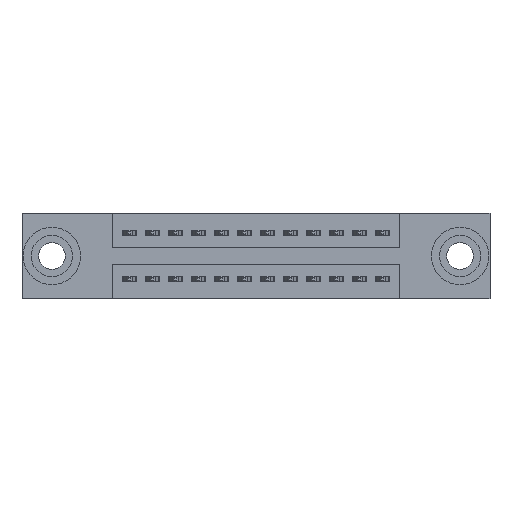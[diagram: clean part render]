
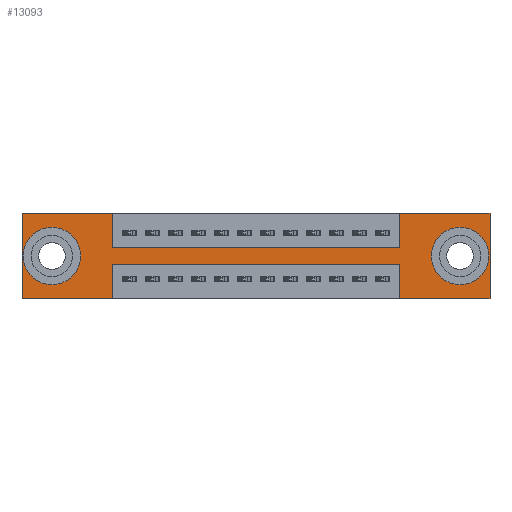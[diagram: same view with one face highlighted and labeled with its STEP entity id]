
A CAD part, front view. The second image highlights one B-rep face of the part: STEP entity #13093.
In plain terms, the highlighted planar face has unit normal (0, -1, 0).
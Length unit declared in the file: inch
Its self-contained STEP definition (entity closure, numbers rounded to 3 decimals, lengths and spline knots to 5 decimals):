
#144 = VECTOR ( 'NONE', #10813, 39.37008 ) ;
#230 = CIRCLE ( 'NONE', #11834, 0.078 ) ;
#681 = EDGE_CURVE ( 'NONE', #12680, #13795, #2784, .T. ) ;
#748 = LINE ( 'NONE', #2491, #3288 ) ;
#763 = CARTESIAN_POINT ( 'NONE',  ( 1.6425, 0., -0.22 ) ) ;
#820 = ORIENTED_EDGE ( 'NONE', *, *, #4107, .T. ) ;
#883 = ORIENTED_EDGE ( 'NONE', *, *, #4785, .F. ) ;
#939 = EDGE_CURVE ( 'NONE', #13129, #13628, #748, .T. ) ;
#1016 = DIRECTION ( 'NONE',  ( 0., 0., 1. ) ) ;
#1091 = CARTESIAN_POINT ( 'NONE',  ( 2.035, 0., -0.37 ) ) ;
#1125 = ORIENTED_EDGE ( 'NONE', *, *, #12006, .F. ) ;
#1294 = VERTEX_POINT ( 'NONE', #4335 ) ;
#1798 = FACE_OUTER_BOUND ( 'NONE', #12053, .T. ) ;
#1867 = CARTESIAN_POINT ( 'NONE',  ( 0.13, 0., -0.185 ) ) ;
#1885 = CARTESIAN_POINT ( 'NONE',  ( 0.13, 0., -0.107 ) ) ;
#2025 = DIRECTION ( 'NONE',  ( 0., 1., 0. ) ) ;
#2044 = CARTESIAN_POINT ( 'NONE',  ( 0.3925, 0., -0.22 ) ) ;
#2163 = ORIENTED_EDGE ( 'NONE', *, *, #939, .F. ) ;
#2216 = CARTESIAN_POINT ( 'NONE',  ( 0., 0., -0.37 ) ) ;
#2332 = ORIENTED_EDGE ( 'NONE', *, *, #7359, .F. ) ;
#2370 = ORIENTED_EDGE ( 'NONE', *, *, #2672, .F. ) ;
#2491 = CARTESIAN_POINT ( 'NONE',  ( 0., 0., 0. ) ) ;
#2672 = EDGE_CURVE ( 'NONE', #1294, #13129, #5093, .T. ) ;
#2687 = LINE ( 'NONE', #10245, #13978 ) ;
#2784 = LINE ( 'NONE', #9253, #3454 ) ;
#2848 = VERTEX_POINT ( 'NONE', #7771 ) ;
#3010 = CARTESIAN_POINT ( 'NONE',  ( 1.6425, 0., 0. ) ) ;
#3235 = VECTOR ( 'NONE', #3900, 39.37008 ) ;
#3288 = VECTOR ( 'NONE', #12264, 39.37008 ) ;
#3343 = DIRECTION ( 'NONE',  ( 0., 0., -1. ) ) ;
#3454 = VECTOR ( 'NONE', #5986, 39.37008 ) ;
#3672 = VERTEX_POINT ( 'NONE', #2216 ) ;
#3713 = CIRCLE ( 'NONE', #7709, 0.078 ) ;
#3760 = LINE ( 'NONE', #14026, #5796 ) ;
#3782 = VERTEX_POINT ( 'NONE', #5678 ) ;
#3900 = DIRECTION ( 'NONE',  ( 0., 0., 1. ) ) ;
#3965 = DIRECTION ( 'NONE',  ( -1., 0., 0. ) ) ;
#4047 = DIRECTION ( 'NONE',  ( 0., 1., 0. ) ) ;
#4107 = EDGE_CURVE ( 'NONE', #11047, #6672, #11250, .T. ) ;
#4164 = FACE_BOUND ( 'NONE', #11312, .T. ) ;
#4227 = DIRECTION ( 'NONE',  ( 0., -1., 0. ) ) ;
#4335 = CARTESIAN_POINT ( 'NONE',  ( 1.6425, 0., -0.15 ) ) ;
#4355 = DIRECTION ( 'NONE',  ( 1., 0., 0. ) ) ;
#4605 = VECTOR ( 'NONE', #3965, 39.37008 ) ;
#4638 = ORIENTED_EDGE ( 'NONE', *, *, #5695, .T. ) ;
#4683 = ORIENTED_EDGE ( 'NONE', *, *, #11287, .T. ) ;
#4785 = EDGE_CURVE ( 'NONE', #2848, #6155, #4849, .T. ) ;
#4849 = LINE ( 'NONE', #14129, #8792 ) ;
#5093 = LINE ( 'NONE', #3010, #3235 ) ;
#5237 = DIRECTION ( 'NONE',  ( 0., 0., -1. ) ) ;
#5404 = CARTESIAN_POINT ( 'NONE',  ( 0.3925, 0., -0.15 ) ) ;
#5453 = LINE ( 'NONE', #9499, #5948 ) ;
#5628 = AXIS2_PLACEMENT_3D ( 'NONE', #7439, #2025, #9663 ) ;
#5655 = ORIENTED_EDGE ( 'NONE', *, *, #12231, .F. ) ;
#5678 = CARTESIAN_POINT ( 'NONE',  ( 1.905, 0., -0.263 ) ) ;
#5695 = EDGE_CURVE ( 'NONE', #7231, #3782, #230, .T. ) ;
#5796 = VECTOR ( 'NONE', #6419, 39.37008 ) ;
#5906 = CARTESIAN_POINT ( 'NONE',  ( 0.3925, 0., -0.37 ) ) ;
#5948 = VECTOR ( 'NONE', #6110, 39.37008 ) ;
#5986 = DIRECTION ( 'NONE',  ( -1., 0., 0. ) ) ;
#6023 = CARTESIAN_POINT ( 'NONE',  ( 0., 0., -0.37 ) ) ;
#6052 = LINE ( 'NONE', #7547, #8119 ) ;
#6110 = DIRECTION ( 'NONE',  ( 0., 0., -1. ) ) ;
#6155 = VERTEX_POINT ( 'NONE', #6560 ) ;
#6242 = ORIENTED_EDGE ( 'NONE', *, *, #6979, .F. ) ;
#6367 = VERTEX_POINT ( 'NONE', #5906 ) ;
#6393 = CARTESIAN_POINT ( 'NONE',  ( 0., 0., -0.37 ) ) ;
#6419 = DIRECTION ( 'NONE',  ( 0., 0., -1. ) ) ;
#6560 = CARTESIAN_POINT ( 'NONE',  ( 0.3925, 0., 0. ) ) ;
#6672 = VERTEX_POINT ( 'NONE', #10812 ) ;
#6694 = EDGE_CURVE ( 'NONE', #6155, #12981, #3760, .T. ) ;
#6921 = ORIENTED_EDGE ( 'NONE', *, *, #13136, .F. ) ;
#6979 = EDGE_CURVE ( 'NONE', #6367, #3672, #7018, .T. ) ;
#7012 = CARTESIAN_POINT ( 'NONE',  ( 0.3925, 0., -0.22 ) ) ;
#7018 = LINE ( 'NONE', #6023, #4605 ) ;
#7231 = VERTEX_POINT ( 'NONE', #7792 ) ;
#7359 = EDGE_CURVE ( 'NONE', #7789, #6367, #5453, .T. ) ;
#7439 = CARTESIAN_POINT ( 'NONE',  ( 0.13, 0., -0.185 ) ) ;
#7547 = CARTESIAN_POINT ( 'NONE',  ( 1.6425, 0., -0.37 ) ) ;
#7653 = LINE ( 'NONE', #5404, #144 ) ;
#7709 = AXIS2_PLACEMENT_3D ( 'NONE', #13986, #11049, #12114 ) ;
#7771 = CARTESIAN_POINT ( 'NONE',  ( 0., 0., 0. ) ) ;
#7789 = VERTEX_POINT ( 'NONE', #7012 ) ;
#7792 = CARTESIAN_POINT ( 'NONE',  ( 1.905, 0., -0.107 ) ) ;
#7961 = EDGE_CURVE ( 'NONE', #3782, #7231, #3713, .T. ) ;
#8003 = EDGE_LOOP ( 'NONE', ( #820, #4683 ) ) ;
#8119 = VECTOR ( 'NONE', #1016, 39.37008 ) ;
#8317 = LINE ( 'NONE', #2044, #9852 ) ;
#8444 = ORIENTED_EDGE ( 'NONE', *, *, #11836, .F. ) ;
#8792 = VECTOR ( 'NONE', #4355, 39.37008 ) ;
#9253 = CARTESIAN_POINT ( 'NONE',  ( 0., 0., -0.37 ) ) ;
#9300 = CARTESIAN_POINT ( 'NONE',  ( 2.035, 0., 0. ) ) ;
#9319 = AXIS2_PLACEMENT_3D ( 'NONE', #1867, #4047, #13918 ) ;
#9499 = CARTESIAN_POINT ( 'NONE',  ( 0.3925, 0., -0.37 ) ) ;
#9663 = DIRECTION ( 'NONE',  ( 0., 0., 1. ) ) ;
#9698 = ORIENTED_EDGE ( 'NONE', *, *, #7961, .T. ) ;
#9736 = PLANE ( 'NONE',  #11442 ) ;
#9852 = VECTOR ( 'NONE', #11907, 39.37008 ) ;
#10194 = ORIENTED_EDGE ( 'NONE', *, *, #11502, .F. ) ;
#10208 = CIRCLE ( 'NONE', #5628, 0.078 ) ;
#10245 = CARTESIAN_POINT ( 'NONE',  ( 0., 0., 0. ) ) ;
#10449 = CARTESIAN_POINT ( 'NONE',  ( 0.3925, 0., -0.15 ) ) ;
#10546 = DIRECTION ( 'NONE',  ( 0., 0., 1. ) ) ;
#10812 = CARTESIAN_POINT ( 'NONE',  ( 0.13, 0., -0.263 ) ) ;
#10813 = DIRECTION ( 'NONE',  ( 1., 0., 0. ) ) ;
#10938 = CARTESIAN_POINT ( 'NONE',  ( 2.035, 0., 0. ) ) ;
#11047 = VERTEX_POINT ( 'NONE', #1885 ) ;
#11049 = DIRECTION ( 'NONE',  ( 0., 1., 0. ) ) ;
#11112 = CARTESIAN_POINT ( 'NONE',  ( 1.6425, 0., -0.37 ) ) ;
#11127 = VERTEX_POINT ( 'NONE', #763 ) ;
#11138 = DIRECTION ( 'NONE',  ( 0., 1., 0. ) ) ;
#11250 = CIRCLE ( 'NONE', #9319, 0.078 ) ;
#11287 = EDGE_CURVE ( 'NONE', #6672, #11047, #10208, .T. ) ;
#11312 = EDGE_LOOP ( 'NONE', ( #4638, #9698 ) ) ;
#11442 = AXIS2_PLACEMENT_3D ( 'NONE', #6393, #4227, #5237 ) ;
#11502 = EDGE_CURVE ( 'NONE', #13628, #12680, #13656, .T. ) ;
#11572 = ORIENTED_EDGE ( 'NONE', *, *, #681, .F. ) ;
#11604 = VECTOR ( 'NONE', #12583, 39.37008 ) ;
#11834 = AXIS2_PLACEMENT_3D ( 'NONE', #13200, #11138, #3343 ) ;
#11836 = EDGE_CURVE ( 'NONE', #12981, #1294, #7653, .T. ) ;
#11907 = DIRECTION ( 'NONE',  ( -1., 0., 0. ) ) ;
#11909 = CARTESIAN_POINT ( 'NONE',  ( 1.6425, 0., 0. ) ) ;
#12006 = EDGE_CURVE ( 'NONE', #3672, #2848, #2687, .T. ) ;
#12017 = ORIENTED_EDGE ( 'NONE', *, *, #6694, .F. ) ;
#12053 = EDGE_LOOP ( 'NONE', ( #2332, #5655, #6921, #11572, #10194, #2163, #2370, #8444, #12017, #883, #1125, #6242 ) ) ;
#12114 = DIRECTION ( 'NONE',  ( 0., 0., -1. ) ) ;
#12230 = FACE_BOUND ( 'NONE', #8003, .T. ) ;
#12231 = EDGE_CURVE ( 'NONE', #11127, #7789, #8317, .T. ) ;
#12264 = DIRECTION ( 'NONE',  ( 1., 0., 0. ) ) ;
#12583 = DIRECTION ( 'NONE',  ( 0., 0., -1. ) ) ;
#12680 = VERTEX_POINT ( 'NONE', #1091 ) ;
#12981 = VERTEX_POINT ( 'NONE', #10449 ) ;
#13093 = ADVANCED_FACE ( 'NONE', ( #4164, #12230, #1798 ), #9736, .T. ) ;
#13129 = VERTEX_POINT ( 'NONE', #11909 ) ;
#13136 = EDGE_CURVE ( 'NONE', #13795, #11127, #6052, .T. ) ;
#13200 = CARTESIAN_POINT ( 'NONE',  ( 1.905, 0., -0.185 ) ) ;
#13628 = VERTEX_POINT ( 'NONE', #9300 ) ;
#13656 = LINE ( 'NONE', #10938, #11604 ) ;
#13795 = VERTEX_POINT ( 'NONE', #11112 ) ;
#13918 = DIRECTION ( 'NONE',  ( 0., 0., 1. ) ) ;
#13978 = VECTOR ( 'NONE', #10546, 39.37008 ) ;
#13986 = CARTESIAN_POINT ( 'NONE',  ( 1.905, 0., -0.185 ) ) ;
#14026 = CARTESIAN_POINT ( 'NONE',  ( 0.3925, 0., 0. ) ) ;
#14129 = CARTESIAN_POINT ( 'NONE',  ( 0., 0., 0. ) ) ;
